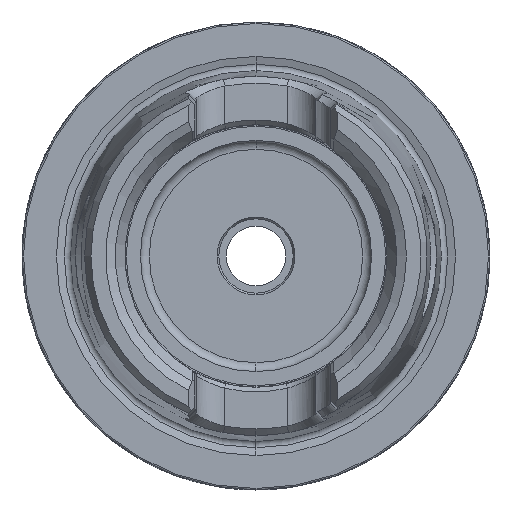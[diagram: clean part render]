
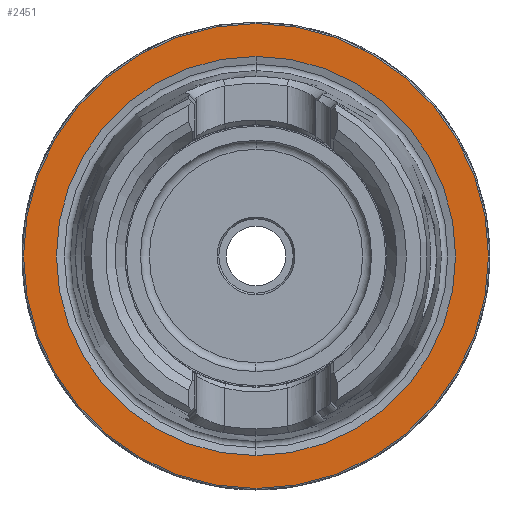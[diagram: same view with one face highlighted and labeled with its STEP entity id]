
A CAD part, left-side view. The second image highlights one B-rep face of the part: STEP entity #2451.
In plain terms, the highlighted planar face has unit normal (-1, 0, 0).
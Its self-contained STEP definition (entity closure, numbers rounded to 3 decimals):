
#275 = EDGE_CURVE ( 'NONE', #5009, #6655, #3905, .T. ) ;
#846 = EDGE_LOOP ( 'NONE', ( #11559, #8615 ) ) ;
#894 = EDGE_CURVE ( 'NONE', #6137, #6575, #4653, .T. ) ;
#1204 = AXIS2_PLACEMENT_3D ( 'NONE', #9634, #8919, #8830 ) ;
#2173 = CIRCLE ( 'NONE', #8605, 26.85 ) ;
#2451 = ADVANCED_FACE ( 'NONE', ( #3224, #3055 ), #9074, .F. ) ;
#2779 = DIRECTION ( 'NONE',  ( 0., 0., 1. ) ) ;
#2814 = DIRECTION ( 'NONE',  ( -1., 0., 0. ) ) ;
#2902 = CIRCLE ( 'NONE', #11985, 31.275 ) ;
#2947 = CARTESIAN_POINT ( 'NONE',  ( 0., 0., 0. ) ) ;
#3055 = FACE_OUTER_BOUND ( 'NONE', #9436, .T. ) ;
#3224 = FACE_BOUND ( 'NONE', #846, .T. ) ;
#3284 = CARTESIAN_POINT ( 'NONE',  ( 0., 0., -31.275 ) ) ;
#3905 = CIRCLE ( 'NONE', #11658, 31.275 ) ;
#4653 = CIRCLE ( 'NONE', #10475, 26.85 ) ;
#5009 = VERTEX_POINT ( 'NONE', #11853 ) ;
#5496 = ORIENTED_EDGE ( 'NONE', *, *, #9599, .T. ) ;
#6137 = VERTEX_POINT ( 'NONE', #12214 ) ;
#6180 = DIRECTION ( 'NONE',  ( 0., 0., 1. ) ) ;
#6575 = VERTEX_POINT ( 'NONE', #8147 ) ;
#6655 = VERTEX_POINT ( 'NONE', #3284 ) ;
#7097 = DIRECTION ( 'NONE',  ( 0., 0., 1. ) ) ;
#7133 = DIRECTION ( 'NONE',  ( -1., 0., 0. ) ) ;
#7177 = CARTESIAN_POINT ( 'NONE',  ( 0., 0., 0. ) ) ;
#7751 = DIRECTION ( 'NONE',  ( -1., 0., 0. ) ) ;
#8106 = ORIENTED_EDGE ( 'NONE', *, *, #275, .T. ) ;
#8147 = CARTESIAN_POINT ( 'NONE',  ( 0., 0., 26.85 ) ) ;
#8605 = AXIS2_PLACEMENT_3D ( 'NONE', #7177, #7133, #7097 ) ;
#8615 = ORIENTED_EDGE ( 'NONE', *, *, #894, .F. ) ;
#8830 = DIRECTION ( 'NONE',  ( 0., 0., -1. ) ) ;
#8919 = DIRECTION ( 'NONE',  ( 1., 0., 0. ) ) ;
#9074 = PLANE ( 'NONE',  #1204 ) ;
#9436 = EDGE_LOOP ( 'NONE', ( #8106, #5496 ) ) ;
#9532 = DIRECTION ( 'NONE',  ( -1., 0., 0. ) ) ;
#9599 = EDGE_CURVE ( 'NONE', #6655, #5009, #2902, .T. ) ;
#9634 = CARTESIAN_POINT ( 'NONE',  ( 0., 31.275, 0. ) ) ;
#9903 = EDGE_CURVE ( 'NONE', #6575, #6137, #2173, .T. ) ;
#10475 = AXIS2_PLACEMENT_3D ( 'NONE', #11681, #9532, #11999 ) ;
#11311 = CARTESIAN_POINT ( 'NONE',  ( 0., 0., 0. ) ) ;
#11559 = ORIENTED_EDGE ( 'NONE', *, *, #9903, .F. ) ;
#11658 = AXIS2_PLACEMENT_3D ( 'NONE', #11311, #7751, #6180 ) ;
#11681 = CARTESIAN_POINT ( 'NONE',  ( 0., 0., 0. ) ) ;
#11853 = CARTESIAN_POINT ( 'NONE',  ( 0., 0., 31.275 ) ) ;
#11985 = AXIS2_PLACEMENT_3D ( 'NONE', #2947, #2814, #2779 ) ;
#11999 = DIRECTION ( 'NONE',  ( 0., 0., 1. ) ) ;
#12214 = CARTESIAN_POINT ( 'NONE',  ( 0., 0., -26.85 ) ) ;
